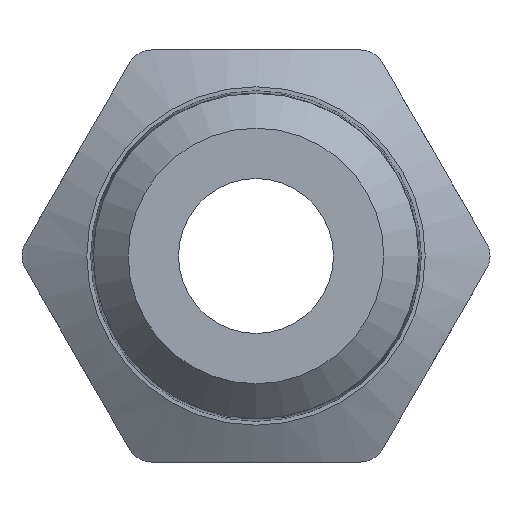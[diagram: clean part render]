
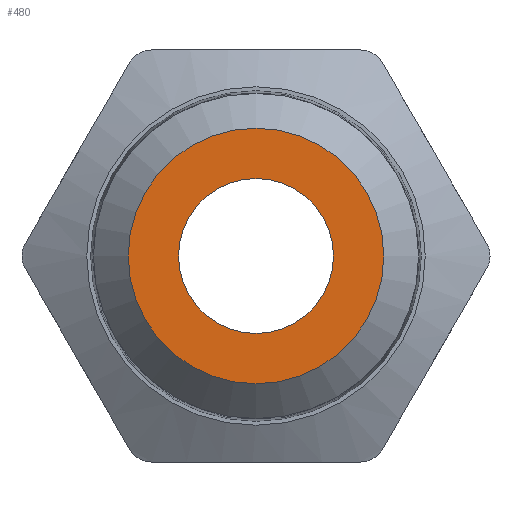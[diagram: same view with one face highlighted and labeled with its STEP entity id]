
A CAD part, left-side view. The second image highlights one B-rep face of the part: STEP entity #480.
In plain terms, the highlighted planar face has unit normal (-1, 0, 0).
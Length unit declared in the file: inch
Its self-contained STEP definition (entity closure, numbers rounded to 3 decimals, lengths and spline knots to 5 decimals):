
#95=FACE_BOUND('',#154,.T.);
#118=FACE_OUTER_BOUND('',#153,.T.);
#153=EDGE_LOOP('',(#345));
#154=EDGE_LOOP('',(#346));
#211=CIRCLE('',#518,0.155);
#212=CIRCLE('',#519,0.094);
#233=VERTEX_POINT('',#704);
#234=VERTEX_POINT('',#706);
#283=EDGE_CURVE('',#233,#233,#211,.T.);
#284=EDGE_CURVE('',#234,#234,#212,.T.);
#345=ORIENTED_EDGE('',*,*,#283,.F.);
#346=ORIENTED_EDGE('',*,*,#284,.F.);
#469=PLANE('',#517);
#480=ADVANCED_FACE('',(#118,#95),#469,.F.);
#517=AXIS2_PLACEMENT_3D('',#703,#576,#577);
#518=AXIS2_PLACEMENT_3D('',#705,#578,#579);
#519=AXIS2_PLACEMENT_3D('',#707,#580,#581);
#576=DIRECTION('center_axis',(1.,0.,0.));
#577=DIRECTION('ref_axis',(0.,0.,-1.));
#578=DIRECTION('center_axis',(1.,0.,0.));
#579=DIRECTION('ref_axis',(0.,1.,0.));
#580=DIRECTION('center_axis',(-1.,0.,0.));
#581=DIRECTION('ref_axis',(0.,1.,0.));
#703=CARTESIAN_POINT('Origin',(0.,0.,0.));
#704=CARTESIAN_POINT('',(0.,0.155,0.));
#705=CARTESIAN_POINT('Origin',(0.,0.,0.));
#706=CARTESIAN_POINT('',(0.,0.094,0.));
#707=CARTESIAN_POINT('Origin',(0.,0.,0.));
